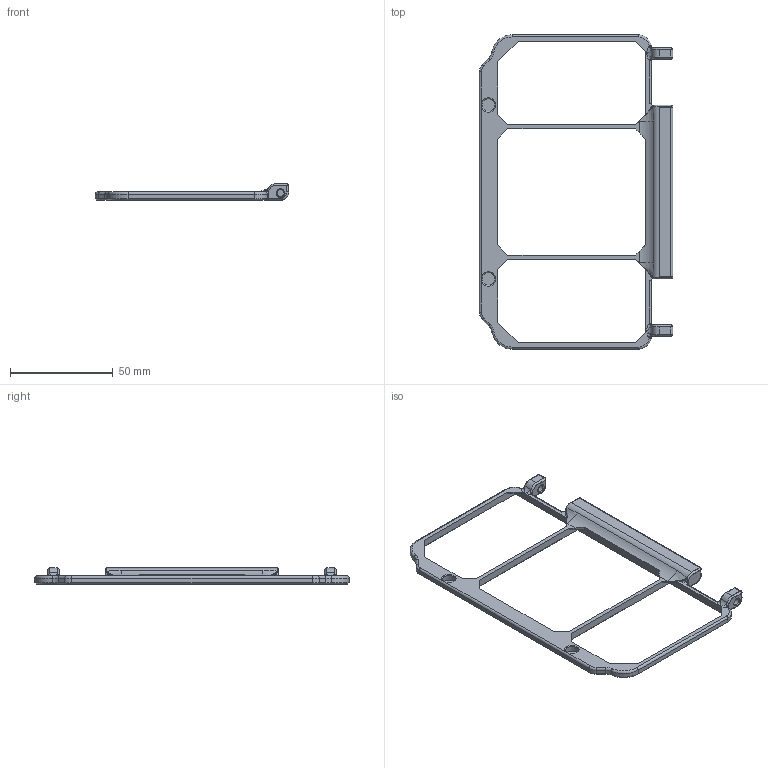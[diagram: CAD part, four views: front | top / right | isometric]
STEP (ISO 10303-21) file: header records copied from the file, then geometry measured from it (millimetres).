
FILE_DESCRIPTION(/* description */ (''),/* implementation_level */ '2;1');
FILE_NAME(/* name */ 'Lid Concept 1.step',/* time_stamp */ '2021-03-20T19:21:42+01:00',/* author */ (''),/* organization */ (''),/* preprocessor_version */ 'ST-DEVELOPER v18.1',/* originating_system */ 'Autodesk Translation Framework v9.10.0.1330',/* authorisation */ '');
FILE_SCHEMA (('AUTOMOTIVE_DESIGN { 1 0 10303 214 3 1 1 }'));
Length unit declared in the file: millimetre
Products named in the file (1): FusionComponent
Bounding box: 94.4 x 153.2 x 8 mm (x, y, z)
Volume: 16558.9 mm3; surface area: 12059.5 mm2
Topology: 1 solids, 1 shells, 253 faces, 674 edges, 418 vertices
Faces by surface type: plane 106, cylinder 63, bspline 36, cone 26, torus 14, sphere 8
Full cylindrical faces by diameter (mm): 3.5 x2, 6.2 x2
Entity records: 8993 total; most frequent: CARTESIAN_POINT 2926, ORIENTED_EDGE 1340, DIRECTION 1160, EDGE_CURVE 670, VERTEX_POINT 416, AXIS2_PLACEMENT_3D 408, LINE 344, VECTOR 344
